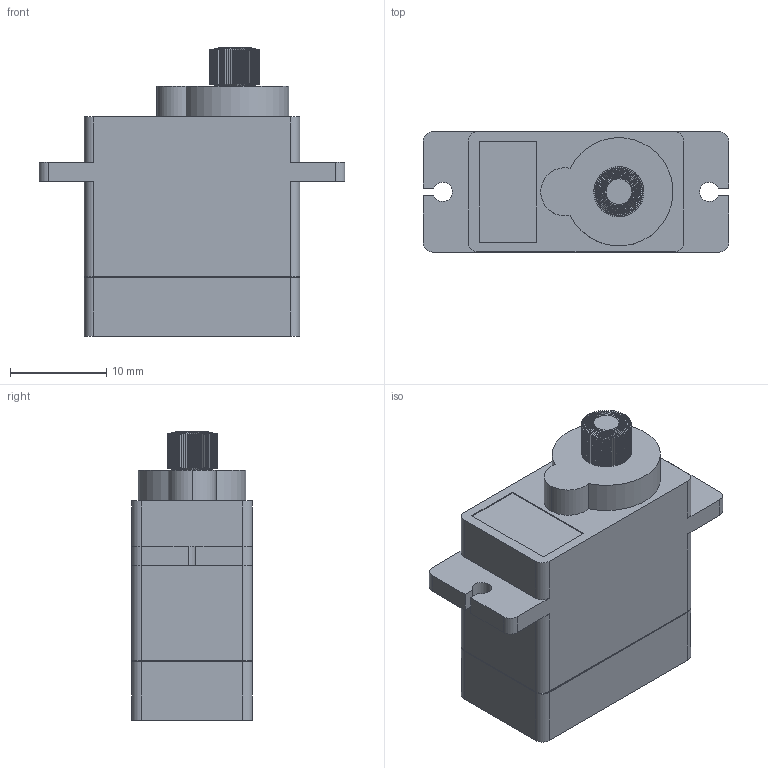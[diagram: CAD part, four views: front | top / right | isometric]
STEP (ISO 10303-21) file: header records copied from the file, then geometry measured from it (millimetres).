
FILE_DESCRIPTION (( 'STEP AP214' ), '1' );
FILE_NAME ('SG90.STEP', '2023-06-15T16:33:22', ( '' ), ( '' ), 'SwSTEP 2.0', 'SolidWorks 2022', '' );
FILE_SCHEMA (( 'AUTOMOTIVE_DESIGN' ));
Length unit declared in the file: millimetre
Products named in the file (1): SG90
Bounding box: 31.8 x 12.51 x 30 mm (x, y, z)
Volume: 2745 mm3; surface area: 4413 mm2
Topology: 2 solids, 3 shells, 762 faces, 2045 edges, 1312 vertices
Faces by surface type: plane 628, cylinder 103, bspline 31
Entity records: 26938 total; most frequent: CARTESIAN_POINT 7195, ORIENTED_EDGE 4090, DIRECTION 3203, EDGE_CURVE 2045, LINE 1627, VECTOR 1627, VERTEX_POINT 1312, AXIS2_PLACEMENT_3D 788
